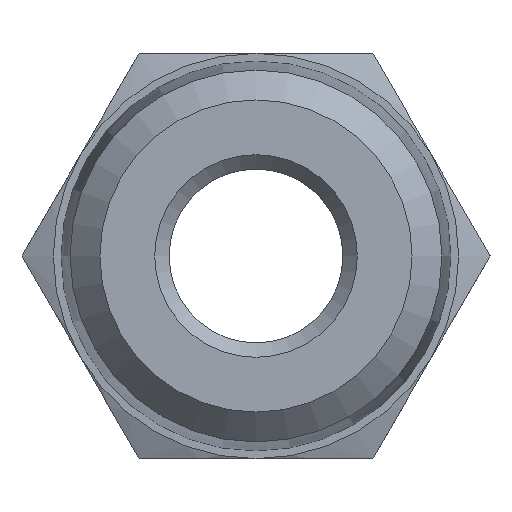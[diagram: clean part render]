
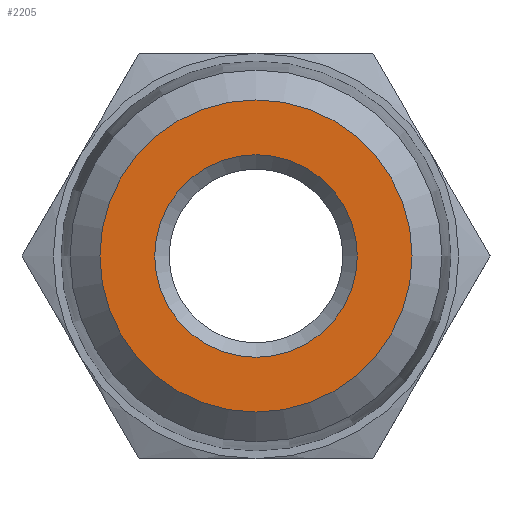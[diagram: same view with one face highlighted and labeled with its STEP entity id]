
A CAD part, left-side view. The second image highlights one B-rep face of the part: STEP entity #2205.
In plain terms, the highlighted planar face has unit normal (-1, 0, 0).
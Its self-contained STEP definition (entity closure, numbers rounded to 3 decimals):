
#2174=CARTESIAN_POINT('',(-44.0,0.,-3.5));
#2175=VERTEX_POINT('',#2174);
#2176=CARTESIAN_POINT('',(-44.0,0.,0.0));
#2177=DIRECTION('',(-1.0,0.0,0.0));
#2178=DIRECTION('',(0.0,0.0,1.0));
#2179=AXIS2_PLACEMENT_3D('',#2176,#2177,#2178);
#2180=CIRCLE('',#2179,3.5);
#2181=EDGE_CURVE('',#2175,#2175,#2180,.T.);
#2186=CARTESIAN_POINT('',(-44.0,3.195,0.0));
#2187=DIRECTION('',(-1.0,0.0,0.0));
#2188=DIRECTION('',(0.0,0.0,1.0));
#2189=AXIS2_PLACEMENT_3D('',#2186,#2187,#2188);
#2190=PLANE('',#2189);
#2191=CARTESIAN_POINT('',(-44.0,5.391,0.));
#2192=VERTEX_POINT('',#2191);
#2193=CARTESIAN_POINT('',(-44.0,0.,0.0));
#2194=DIRECTION('',(1.0,0.0,0.0));
#2195=DIRECTION('',(0.0,-1.0,0.0));
#2196=AXIS2_PLACEMENT_3D('',#2193,#2194,#2195);
#2197=CIRCLE('',#2196,5.391);
#2198=EDGE_CURVE('',#2192,#2192,#2197,.T.);
#2199=ORIENTED_EDGE('',*,*,#2198,.F.);
#2200=EDGE_LOOP('',(#2199));
#2201=FACE_OUTER_BOUND('',#2200,.T.);
#2202=ORIENTED_EDGE('',*,*,#2181,.F.);
#2203=EDGE_LOOP('',(#2202));
#2204=FACE_BOUND('',#2203,.T.);
#2205=ADVANCED_FACE('',(#2201,#2204),#2190,.T.);
